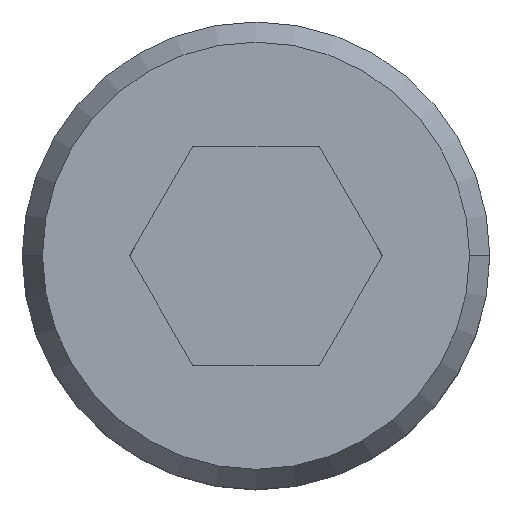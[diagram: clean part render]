
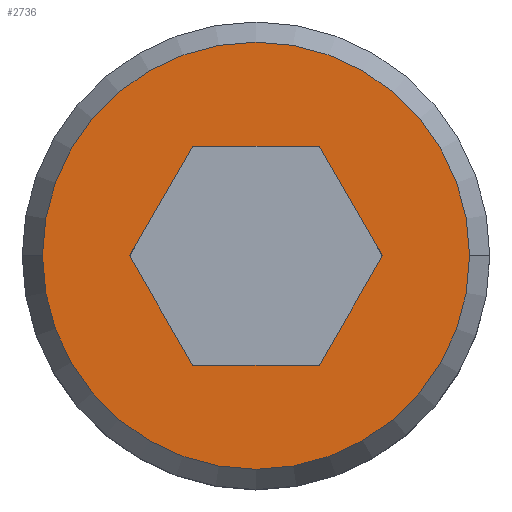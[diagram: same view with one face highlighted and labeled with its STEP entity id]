
A CAD part, top view. The second image highlights one B-rep face of the part: STEP entity #2736.
In plain terms, the highlighted planar face has unit normal (0, 0, 1).
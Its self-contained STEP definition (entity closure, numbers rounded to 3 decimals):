
#9 = CARTESIAN_POINT ( 'NONE',  ( 0., 0., 3.8 ) ) ;
#23 = VERTEX_POINT ( 'NONE', #7744 ) ;
#83 = CARTESIAN_POINT ( 'NONE',  ( -0.866, -1.5, 3.8 ) ) ;
#313 = LINE ( 'NONE', #4655, #5097 ) ;
#384 = PLANE ( 'NONE',  #779 ) ;
#428 = LINE ( 'NONE', #2206, #3690 ) ;
#596 = VERTEX_POINT ( 'NONE', #1975 ) ;
#667 = DIRECTION ( 'NONE',  ( 1., 0., 0. ) ) ;
#767 = DIRECTION ( 'NONE',  ( -1., 0., 0. ) ) ;
#779 = AXIS2_PLACEMENT_3D ( 'NONE', #1042, #2835, #5662 ) ;
#1016 = ORIENTED_EDGE ( 'NONE', *, *, #5854, .F. ) ;
#1042 = CARTESIAN_POINT ( 'NONE',  ( 0., 0., 3.8 ) ) ;
#1048 = FACE_BOUND ( 'NONE', #3354, .T. ) ;
#1595 = EDGE_CURVE ( 'NONE', #7408, #2034, #7342, .T. ) ;
#1643 = DIRECTION ( 'NONE',  ( -0.5, 0.866, 0. ) ) ;
#1829 = DIRECTION ( 'NONE',  ( 0.5, -0.866, 0. ) ) ;
#1975 = CARTESIAN_POINT ( 'NONE',  ( -0.866, 1.5, 3.8 ) ) ;
#1980 = DIRECTION ( 'NONE',  ( -0.5, -0.866, 0. ) ) ;
#2034 = VERTEX_POINT ( 'NONE', #6158 ) ;
#2193 = ORIENTED_EDGE ( 'NONE', *, *, #6559, .F. ) ;
#2206 = CARTESIAN_POINT ( 'NONE',  ( 0.866, -1.5, 3.8 ) ) ;
#2209 = CARTESIAN_POINT ( 'NONE',  ( -0.866, -1.5, 3.8 ) ) ;
#2239 = VERTEX_POINT ( 'NONE', #2307 ) ;
#2266 = DIRECTION ( 'NONE',  ( 0., 0., 1. ) ) ;
#2307 = CARTESIAN_POINT ( 'NONE',  ( -1.732, 0., 3.8 ) ) ;
#2312 = CARTESIAN_POINT ( 'NONE',  ( 1.732, 0., 3.8 ) ) ;
#2365 = LINE ( 'NONE', #2209, #3880 ) ;
#2492 = CARTESIAN_POINT ( 'NONE',  ( -1.732, 0., 3.8 ) ) ;
#2583 = VECTOR ( 'NONE', #1643, 1000. ) ;
#2608 = AXIS2_PLACEMENT_3D ( 'NONE', #9, #4562, #667 ) ;
#2736 = ADVANCED_FACE ( 'NONE', ( #7733, #1048 ), #384, .T. ) ;
#2835 = DIRECTION ( 'NONE',  ( 0., 0., 1. ) ) ;
#2854 = DIRECTION ( 'NONE',  ( 0.5, 0.866, 0. ) ) ;
#2858 = DIRECTION ( 'NONE',  ( 1., 0., 0. ) ) ;
#3073 = ORIENTED_EDGE ( 'NONE', *, *, #7989, .F. ) ;
#3084 = CARTESIAN_POINT ( 'NONE',  ( 2.923, 0., 3.8 ) ) ;
#3354 = EDGE_LOOP ( 'NONE', ( #5308, #1016, #3724, #3073, #2193, #6252 ) ) ;
#3420 = LINE ( 'NONE', #2492, #6657 ) ;
#3690 = VECTOR ( 'NONE', #2854, 1000. ) ;
#3724 = ORIENTED_EDGE ( 'NONE', *, *, #4381, .F. ) ;
#3880 = VECTOR ( 'NONE', #2858, 1000. ) ;
#4226 = EDGE_LOOP ( 'NONE', ( #5143, #6297 ) ) ;
#4357 = AXIS2_PLACEMENT_3D ( 'NONE', #6138, #2266, #6804 ) ;
#4381 = EDGE_CURVE ( 'NONE', #2239, #4874, #3420, .T. ) ;
#4562 = DIRECTION ( 'NONE',  ( 0., 0., 1. ) ) ;
#4655 = CARTESIAN_POINT ( 'NONE',  ( 0.866, 1.5, 3.8 ) ) ;
#4686 = CIRCLE ( 'NONE', #2608, 2.923 ) ;
#4705 = CARTESIAN_POINT ( 'NONE',  ( 1.732, 0., 3.8 ) ) ;
#4874 = VERTEX_POINT ( 'NONE', #83 ) ;
#5097 = VECTOR ( 'NONE', #767, 1000. ) ;
#5143 = ORIENTED_EDGE ( 'NONE', *, *, #5638, .T. ) ;
#5308 = ORIENTED_EDGE ( 'NONE', *, *, #8257, .F. ) ;
#5609 = CIRCLE ( 'NONE', #4357, 2.923 ) ;
#5638 = EDGE_CURVE ( 'NONE', #8049, #6246, #4686, .T. ) ;
#5662 = DIRECTION ( 'NONE',  ( 1., 0., 0. ) ) ;
#5854 = EDGE_CURVE ( 'NONE', #4874, #23, #2365, .T. ) ;
#5861 = CARTESIAN_POINT ( 'NONE',  ( -0.866, 1.5, 3.8 ) ) ;
#5897 = EDGE_CURVE ( 'NONE', #6246, #8049, #5609, .T. ) ;
#5944 = CARTESIAN_POINT ( 'NONE',  ( -2.923, 0., 3.8 ) ) ;
#6138 = CARTESIAN_POINT ( 'NONE',  ( 0., 0., 3.8 ) ) ;
#6158 = CARTESIAN_POINT ( 'NONE',  ( 0.866, 1.5, 3.8 ) ) ;
#6246 = VERTEX_POINT ( 'NONE', #3084 ) ;
#6252 = ORIENTED_EDGE ( 'NONE', *, *, #1595, .F. ) ;
#6297 = ORIENTED_EDGE ( 'NONE', *, *, #5897, .T. ) ;
#6559 = EDGE_CURVE ( 'NONE', #2034, #596, #313, .T. ) ;
#6624 = VECTOR ( 'NONE', #1980, 1000. ) ;
#6657 = VECTOR ( 'NONE', #1829, 1000. ) ;
#6804 = DIRECTION ( 'NONE',  ( 1., 0., 0. ) ) ;
#7342 = LINE ( 'NONE', #2312, #2583 ) ;
#7408 = VERTEX_POINT ( 'NONE', #4705 ) ;
#7733 = FACE_OUTER_BOUND ( 'NONE', #4226, .T. ) ;
#7744 = CARTESIAN_POINT ( 'NONE',  ( 0.866, -1.5, 3.8 ) ) ;
#7989 = EDGE_CURVE ( 'NONE', #596, #2239, #8324, .T. ) ;
#8049 = VERTEX_POINT ( 'NONE', #5944 ) ;
#8257 = EDGE_CURVE ( 'NONE', #23, #7408, #428, .T. ) ;
#8324 = LINE ( 'NONE', #5861, #6624 ) ;
